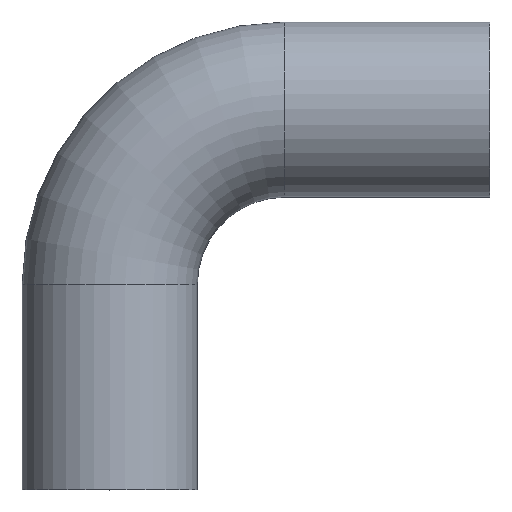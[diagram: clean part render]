
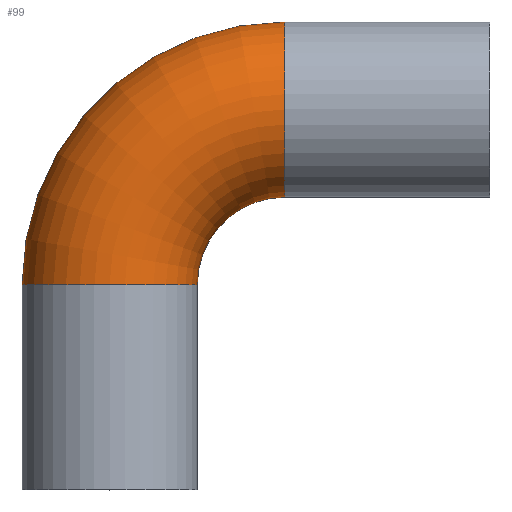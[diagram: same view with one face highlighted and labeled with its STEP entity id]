
A CAD part, top view. The second image highlights one B-rep face of the part: STEP entity #99.
In plain terms, the highlighted toroidal (fillet/blend) face has major radius 50 mm and minor radius 25 mm.
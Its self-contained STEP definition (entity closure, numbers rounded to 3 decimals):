
#91 = EDGE_CURVE( '', #153, #147, #226, .T. );
#99 = ADVANCED_FACE( '', ( #234 ), #235, .T. );
#139 = EDGE_CURVE( '', #185, #147, #280, .T. );
#147 = VERTEX_POINT( '', #289 );
#153 = VERTEX_POINT( '', #296 );
#169 = EDGE_CURVE( '', #189, #153, #313, .T. );
#185 = VERTEX_POINT( '', #334 );
#189 = VERTEX_POINT( '', #338 );
#199 = EDGE_CURVE( '', #185, #189, #349, .T. );
#226 = CIRCLE( '', #369, 25. );
#234 = FACE_OUTER_BOUND( '', #379, .T. );
#235 = TOROIDAL_SURFACE( '', #380, 50., 25. );
#280 = CIRCLE( '', #439, 25. );
#289 = CARTESIAN_POINT( '', ( 50., 83.5, 0. ) );
#296 = CARTESIAN_POINT( '', ( 25., 58.5, 0. ) );
#313 = CIRCLE( '', #482, 25. );
#334 = CARTESIAN_POINT( '', ( 50., 133.5, 0. ) );
#338 = CARTESIAN_POINT( '', ( -25., 58.5, 0. ) );
#349 = CIRCLE( '', #524, 75. );
#369 = AXIS2_PLACEMENT_3D( '', #540, #541, #542 );
#379 = EDGE_LOOP( '', ( #550, #551, #552, #553 ) );
#380 = AXIS2_PLACEMENT_3D( '', #554, #555, #556 );
#439 = AXIS2_PLACEMENT_3D( '', #608, #609, #610 );
#482 = AXIS2_PLACEMENT_3D( '', #652, #653, #654 );
#524 = AXIS2_PLACEMENT_3D( '', #704, #705, #706 );
#540 = CARTESIAN_POINT( '', ( 50., 58.5, 0. ) );
#541 = DIRECTION( '', ( 0., 0., -1. ) );
#542 = DIRECTION( '', ( 1., 0., 0. ) );
#550 = ORIENTED_EDGE( '', *, *, #199, .T. );
#551 = ORIENTED_EDGE( '', *, *, #169, .T. );
#552 = ORIENTED_EDGE( '', *, *, #91, .T. );
#553 = ORIENTED_EDGE( '', *, *, #139, .F. );
#554 = CARTESIAN_POINT( '', ( 50., 58.5, 0. ) );
#555 = DIRECTION( '', ( 0., 0., 1. ) );
#556 = DIRECTION( '', ( 1., 0., 0. ) );
#608 = CARTESIAN_POINT( '', ( 50., 108.5, 0. ) );
#609 = DIRECTION( '', ( 1., 0., 0. ) );
#610 = DIRECTION( '', ( 0., -1., 0. ) );
#652 = CARTESIAN_POINT( '', ( 0., 58.5, 0. ) );
#653 = DIRECTION( '', ( 0., 1., 0. ) );
#654 = DIRECTION( '', ( 1., 0., 0. ) );
#704 = CARTESIAN_POINT( '', ( 50., 58.5, 0. ) );
#705 = DIRECTION( '', ( 0., 0., 1. ) );
#706 = DIRECTION( '', ( 1., 0., 0. ) );
